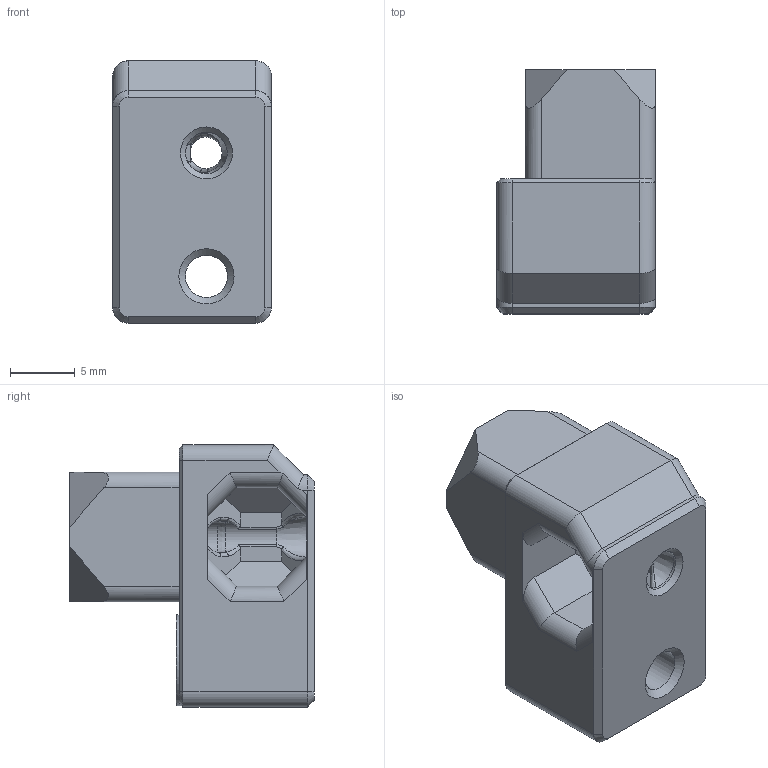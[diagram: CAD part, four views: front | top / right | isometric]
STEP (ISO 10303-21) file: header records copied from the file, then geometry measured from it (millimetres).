
FILE_DESCRIPTION(/* description */ (''),/* implementation_level */ '2;1');
FILE_NAME(/* name */ 'e_fs_adapter_rev_bowden_no_collet.step',/* time_stamp */ '2024-10-11T11:18:57+02:00',/* author */ (''),/* organization */ (''),/* preprocessor_version */ 'ST-DEVELOPER v20',/* originating_system */ 'Autodesk Translation Framework v13.20.0.188',/* authorisation */ '');
FILE_SCHEMA (('AUTOMOTIVE_DESIGN { 1 0 10303 214 3 1 1 }'));
Length unit declared in the file: millimetre
Products named in the file (1): e_fs_adapter_rev_bowden_no_collet
Bounding box: 12.22 x 18.8 x 20.19 mm (x, y, z)
Volume: 2673.4 mm3; surface area: 1772.9 mm2
Topology: 1 solids, 1 shells, 102 faces, 269 edges, 168 vertices
Faces by surface type: plane 50, cylinder 26, cone 15, bspline 10, torus 1
Full cylindrical faces by diameter (mm): 3.2 x1, 3.25 x1, 4.3 x1, 6.993 x1
Entity records: 3786 total; most frequent: CARTESIAN_POINT 1266, ORIENTED_EDGE 538, DIRECTION 497, EDGE_CURVE 269, AXIS2_PLACEMENT_3D 173, VERTEX_POINT 168, LINE 151, VECTOR 151
